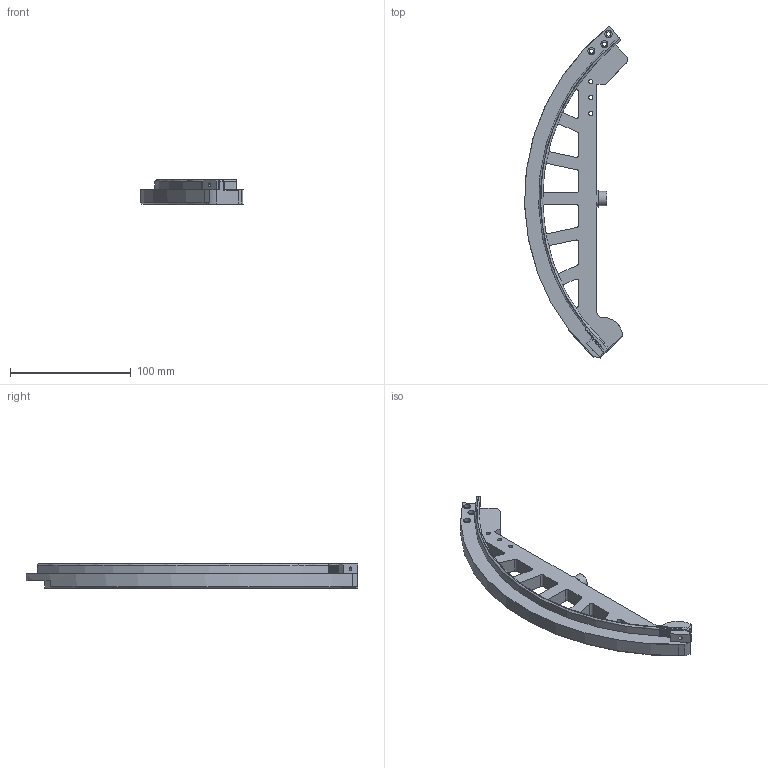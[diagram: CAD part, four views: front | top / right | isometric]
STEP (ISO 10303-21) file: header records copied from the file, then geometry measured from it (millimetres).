
FILE_DESCRIPTION (( 'STEP AP203' ), '1' );
FILE_NAME ('11a_splitring_part1_timingbelt_200x200.step', '2020-03-31T11:57:44', ( '' ), ( '' ), 'SwSTEP 2.0', 'SolidWorks 2019', '' );
FILE_SCHEMA (( 'CONFIG_CONTROL_DESIGN' ));
Length unit declared in the file: millimetre
Products named in the file (1): 11a_splitring_part1_timingbelt_200x200
Bounding box: 85.26 x 275.27 x 20 mm (x, y, z)
Volume: 119631 mm3; surface area: 39956 mm2
Topology: 1 solids, 1 shells, 258 faces, 750 edges, 497 vertices
Faces by surface type: cylinder 177, plane 76, torus 3, cone 1, bspline 1
Entity records: 9008 total; most frequent: CARTESIAN_POINT 1716, DIRECTION 1623, ORIENTED_EDGE 1500, EDGE_CURVE 750, AXIS2_PLACEMENT_3D 628, VERTEX_POINT 497, CIRCLE 370, VECTOR 367
